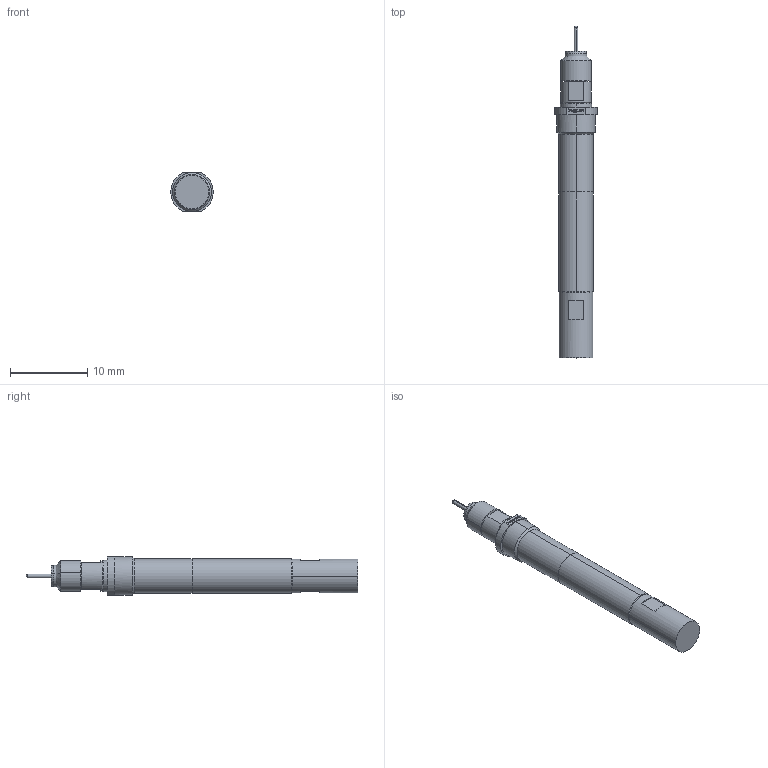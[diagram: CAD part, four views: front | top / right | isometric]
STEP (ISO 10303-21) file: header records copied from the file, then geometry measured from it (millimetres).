
FILE_DESCRIPTION (( 'STEP AP203' ), '1' );
FILE_NAME ('INGUN_HFS-860_305_051_A_xx43_Y80_M.STEP', '2021-10-19T09:14:39', ( 'ochi' ), ( '' ), 'SwSTEP 2.0', 'SolidWorks 2018', '' );
FILE_SCHEMA (( 'CONFIG_CONTROL_DESIGN' ));
Length unit declared in the file: millimetre
Products named in the file (1): INGUN_HFS-860_305_051_A_xx43_Y80_M
Bounding box: 5.48 x 43 x 5 mm (x, y, z)
Volume: 602.9 mm3; surface area: 613.7 mm2
Topology: 1 solids, 1 shells, 122 faces, 293 edges, 188 vertices
Faces by surface type: plane 61, cylinder 26, bspline 22, cone 12, sphere 1
Entity records: 3949 total; most frequent: CARTESIAN_POINT 1197, ORIENTED_EDGE 580, DIRECTION 488, EDGE_CURVE 290, VERTEX_POINT 186, AXIS2_PLACEMENT_3D 171, VECTOR 146, LINE 146
